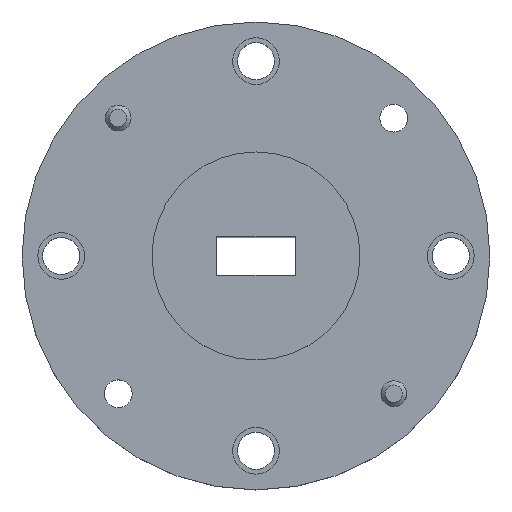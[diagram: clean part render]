
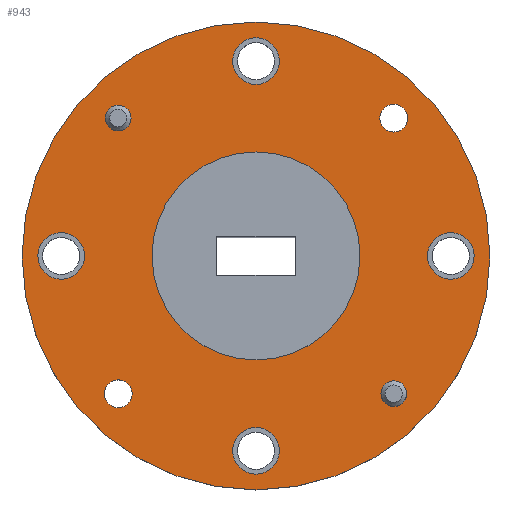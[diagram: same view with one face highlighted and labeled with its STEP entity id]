
A CAD part, top view. The second image highlights one B-rep face of the part: STEP entity #943.
In plain terms, the highlighted planar face has unit normal (0, 0, 1).
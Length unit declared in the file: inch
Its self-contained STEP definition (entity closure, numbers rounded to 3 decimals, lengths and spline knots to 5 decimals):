
#1 = CARTESIAN_POINT ( 'NONE',  ( 0.056, 0.4685, -0.03 ) ) ;
#5 = ORIENTED_EDGE ( 'NONE', *, *, #1016, .F. ) ;
#6 = VERTEX_POINT ( 'NONE', #1213 ) ;
#34 = DIRECTION ( 'NONE',  ( 0., 0., 1. ) ) ;
#41 = EDGE_LOOP ( 'NONE', ( #516 ) ) ;
#46 = DIRECTION ( 'NONE',  ( 1., 0., 0. ) ) ;
#53 = DIRECTION ( 'NONE',  ( 1., 0., 0. ) ) ;
#63 = CIRCLE ( 'NONE', #629, 0.0335 ) ;
#64 = CARTESIAN_POINT ( 'NONE',  ( 0.5245, 0., -0.03 ) ) ;
#81 = DIRECTION ( 'NONE',  ( 0., 0., 1. ) ) ;
#84 = AXIS2_PLACEMENT_3D ( 'NONE', #1035, #473, #457 ) ;
#86 = EDGE_CURVE ( 'NONE', #361, #361, #685, .T. ) ;
#108 = PLANE ( 'NONE',  #1044 ) ;
#122 = CARTESIAN_POINT ( 'NONE',  ( 0., 0., -0.03 ) ) ;
#123 = ORIENTED_EDGE ( 'NONE', *, *, #724, .F. ) ;
#139 = CARTESIAN_POINT ( 'NONE',  ( 0.5625, 0., -0.03 ) ) ;
#142 = CARTESIAN_POINT ( 'NONE',  ( -0.33128, -0.33128, -0.03 ) ) ;
#144 = DIRECTION ( 'NONE',  ( 0., 0., 1. ) ) ;
#152 = VERTEX_POINT ( 'NONE', #684 ) ;
#158 = DIRECTION ( 'NONE',  ( 1., 0., 0. ) ) ;
#167 = VERTEX_POINT ( 'NONE', #139 ) ;
#176 = AXIS2_PLACEMENT_3D ( 'NONE', #302, #1157, #207 ) ;
#192 = ORIENTED_EDGE ( 'NONE', *, *, #1193, .F. ) ;
#207 = DIRECTION ( 'NONE',  ( 1., 0., 0. ) ) ;
#208 = FACE_BOUND ( 'NONE', #219, .T. ) ;
#219 = EDGE_LOOP ( 'NONE', ( #192 ) ) ;
#235 = ORIENTED_EDGE ( 'NONE', *, *, #405, .F. ) ;
#259 = AXIS2_PLACEMENT_3D ( 'NONE', #744, #81, #158 ) ;
#283 = ORIENTED_EDGE ( 'NONE', *, *, #814, .F. ) ;
#286 = EDGE_LOOP ( 'NONE', ( #235 ) ) ;
#302 = CARTESIAN_POINT ( 'NONE',  ( -0.4685, 0., -0.03 ) ) ;
#308 = EDGE_LOOP ( 'NONE', ( #283 ) ) ;
#321 = VERTEX_POINT ( 'NONE', #528 ) ;
#356 = VERTEX_POINT ( 'NONE', #64 ) ;
#361 = VERTEX_POINT ( 'NONE', #763 ) ;
#369 = AXIS2_PLACEMENT_3D ( 'NONE', #887, #34, #800 ) ;
#382 = EDGE_LOOP ( 'NONE', ( #495 ) ) ;
#405 = EDGE_CURVE ( 'NONE', #1220, #1220, #726, .T. ) ;
#407 = CARTESIAN_POINT ( 'NONE',  ( 0., -0.4685, -0.03 ) ) ;
#424 = ORIENTED_EDGE ( 'NONE', *, *, #1083, .T. ) ;
#457 = DIRECTION ( 'NONE',  ( 1., 0., 0. ) ) ;
#473 = DIRECTION ( 'NONE',  ( 0., 0., 1. ) ) ;
#479 = AXIS2_PLACEMENT_3D ( 'NONE', #995, #640, #624 ) ;
#494 = CIRCLE ( 'NONE', #1042, 0.056 ) ;
#495 = ORIENTED_EDGE ( 'NONE', *, *, #561, .F. ) ;
#503 = FACE_BOUND ( 'NONE', #930, .T. ) ;
#511 = FACE_OUTER_BOUND ( 'NONE', #954, .T. ) ;
#515 = DIRECTION ( 'NONE',  ( 0., 0., 1. ) ) ;
#516 = ORIENTED_EDGE ( 'NONE', *, *, #581, .F. ) ;
#528 = CARTESIAN_POINT ( 'NONE',  ( 0.25, 0., -0.03 ) ) ;
#547 = CIRCLE ( 'NONE', #1179, 0.056 ) ;
#557 = VERTEX_POINT ( 'NONE', #1018 ) ;
#561 = EDGE_CURVE ( 'NONE', #938, #938, #650, .T. ) ;
#581 = EDGE_CURVE ( 'NONE', #557, #557, #623, .T. ) ;
#584 = EDGE_LOOP ( 'NONE', ( #1124 ) ) ;
#591 = EDGE_LOOP ( 'NONE', ( #1120 ) ) ;
#601 = DIRECTION ( 'NONE',  ( 0., 0., 1. ) ) ;
#623 = CIRCLE ( 'NONE', #259, 0.03075 ) ;
#624 = DIRECTION ( 'NONE',  ( 1., 0., 0. ) ) ;
#629 = AXIS2_PLACEMENT_3D ( 'NONE', #1007, #1025, #46 ) ;
#640 = DIRECTION ( 'NONE',  ( 0., 0., 1. ) ) ;
#650 = CIRCLE ( 'NONE', #369, 0.03075 ) ;
#654 = CIRCLE ( 'NONE', #479, 0.056 ) ;
#673 = CIRCLE ( 'NONE', #880, 0.5625 ) ;
#684 = CARTESIAN_POINT ( 'NONE',  ( 0.056, -0.4685, -0.03 ) ) ;
#685 = CIRCLE ( 'NONE', #686, 0.0335 ) ;
#686 = AXIS2_PLACEMENT_3D ( 'NONE', #142, #732, #53 ) ;
#700 = FACE_BOUND ( 'NONE', #584, .T. ) ;
#712 = DIRECTION ( 'NONE',  ( 1., 0., 0. ) ) ;
#717 = FACE_BOUND ( 'NONE', #308, .T. ) ;
#724 = EDGE_CURVE ( 'NONE', #1228, #1228, #654, .T. ) ;
#726 = CIRCLE ( 'NONE', #176, 0.056 ) ;
#732 = DIRECTION ( 'NONE',  ( 0., 0., 1. ) ) ;
#744 = CARTESIAN_POINT ( 'NONE',  ( 0.33128, -0.33128, -0.03 ) ) ;
#749 = EDGE_CURVE ( 'NONE', #356, #356, #547, .T. ) ;
#752 = CARTESIAN_POINT ( 'NONE',  ( -0.30053, 0.33128, -0.03 ) ) ;
#758 = CIRCLE ( 'NONE', #84, 0.25 ) ;
#763 = CARTESIAN_POINT ( 'NONE',  ( -0.29778, -0.33128, -0.03 ) ) ;
#775 = CARTESIAN_POINT ( 'NONE',  ( -0.4125, 0., -0.03 ) ) ;
#790 = FACE_BOUND ( 'NONE', #807, .T. ) ;
#800 = DIRECTION ( 'NONE',  ( 1., 0., 0. ) ) ;
#807 = EDGE_LOOP ( 'NONE', ( #123 ) ) ;
#809 = FACE_BOUND ( 'NONE', #382, .T. ) ;
#811 = DIRECTION ( 'NONE',  ( 1., 0., 0. ) ) ;
#814 = EDGE_CURVE ( 'NONE', #152, #152, #494, .T. ) ;
#839 = DIRECTION ( 'NONE',  ( 1., 0., 0. ) ) ;
#880 = AXIS2_PLACEMENT_3D ( 'NONE', #1108, #1222, #839 ) ;
#887 = CARTESIAN_POINT ( 'NONE',  ( -0.33128, 0.33128, -0.03 ) ) ;
#895 = DIRECTION ( 'NONE',  ( 1., 0., 0. ) ) ;
#914 = CARTESIAN_POINT ( 'NONE',  ( 0.4685, 0., -0.03 ) ) ;
#930 = EDGE_LOOP ( 'NONE', ( #5 ) ) ;
#938 = VERTEX_POINT ( 'NONE', #752 ) ;
#943 = ADVANCED_FACE ( 'NONE', ( #992, #809, #790, #717, #972, #1163, #503, #700, #208, #511 ), #108, .T. ) ;
#954 = EDGE_LOOP ( 'NONE', ( #424 ) ) ;
#972 = FACE_BOUND ( 'NONE', #286, .T. ) ;
#992 = FACE_BOUND ( 'NONE', #41, .T. ) ;
#995 = CARTESIAN_POINT ( 'NONE',  ( 0., 0.4685, -0.03 ) ) ;
#1007 = CARTESIAN_POINT ( 'NONE',  ( 0.33128, 0.33128, -0.03 ) ) ;
#1016 = EDGE_CURVE ( 'NONE', #6, #6, #63, .T. ) ;
#1018 = CARTESIAN_POINT ( 'NONE',  ( 0.36203, -0.33128, -0.03 ) ) ;
#1025 = DIRECTION ( 'NONE',  ( 0., 0., 1. ) ) ;
#1035 = CARTESIAN_POINT ( 'NONE',  ( 0., 0., -0.03 ) ) ;
#1042 = AXIS2_PLACEMENT_3D ( 'NONE', #407, #144, #712 ) ;
#1044 = AXIS2_PLACEMENT_3D ( 'NONE', #122, #601, #895 ) ;
#1083 = EDGE_CURVE ( 'NONE', #167, #167, #673, .T. ) ;
#1108 = CARTESIAN_POINT ( 'NONE',  ( 0., 0., -0.03 ) ) ;
#1120 = ORIENTED_EDGE ( 'NONE', *, *, #749, .F. ) ;
#1124 = ORIENTED_EDGE ( 'NONE', *, *, #86, .F. ) ;
#1157 = DIRECTION ( 'NONE',  ( 0., 0., 1. ) ) ;
#1163 = FACE_BOUND ( 'NONE', #591, .T. ) ;
#1179 = AXIS2_PLACEMENT_3D ( 'NONE', #914, #515, #811 ) ;
#1193 = EDGE_CURVE ( 'NONE', #321, #321, #758, .T. ) ;
#1213 = CARTESIAN_POINT ( 'NONE',  ( 0.36478, 0.33128, -0.03 ) ) ;
#1220 = VERTEX_POINT ( 'NONE', #775 ) ;
#1222 = DIRECTION ( 'NONE',  ( 0., 0., 1. ) ) ;
#1228 = VERTEX_POINT ( 'NONE', #1 ) ;
